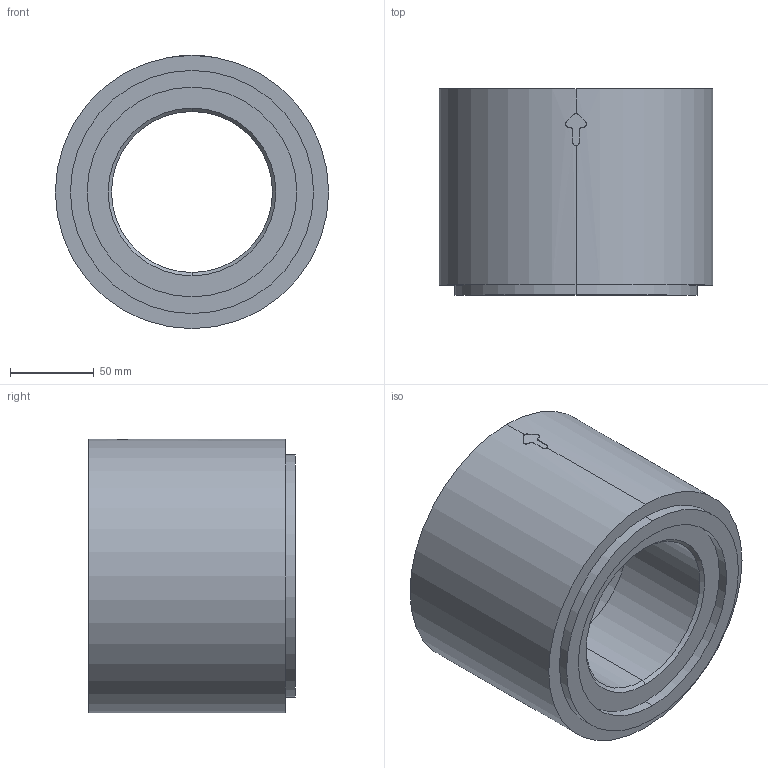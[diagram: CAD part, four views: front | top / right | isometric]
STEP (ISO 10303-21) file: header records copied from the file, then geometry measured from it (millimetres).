
FILE_DESCRIPTION (( 'STEP AP203' ), '1' );
FILE_NAME ('4吋圓形止回閥.STEP', '2014-04-17T01:36:58', ( 'jameswang' ), ( '' ), 'SwSTEP 2.0', 'SolidWorks 2013', '' );
FILE_SCHEMA (( 'CONFIG_CONTROL_DESIGN' ));
Length unit declared in the file: millimetre
Products named in the file (1): 4吋圓形止回閥
Bounding box: 163 x 123 x 163 mm (x, y, z)
Volume: 1377788.6 mm3; surface area: 131619.2 mm2
Topology: 1 solids, 1 shells, 34 faces, 82 edges, 54 vertices
Faces by surface type: cylinder 19, plane 13, cone 2
Entity records: 1183 total; most frequent: CARTESIAN_POINT 292, DIRECTION 176, ORIENTED_EDGE 164, EDGE_CURVE 82, AXIS2_PLACEMENT_3D 70, VERTEX_POINT 54, EDGE_LOOP 40, LINE 36
